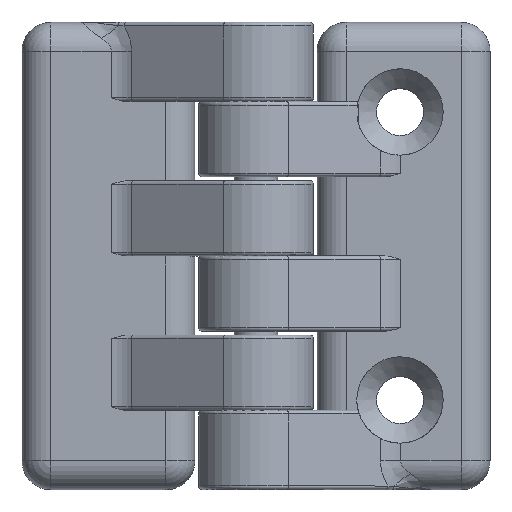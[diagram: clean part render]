
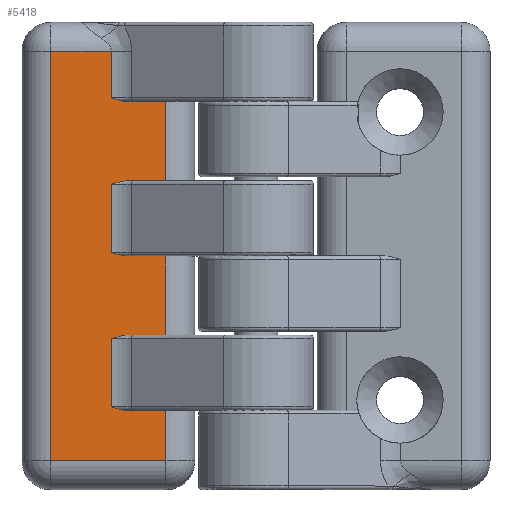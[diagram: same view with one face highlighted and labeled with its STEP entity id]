
A CAD part, top view. The second image highlights one B-rep face of the part: STEP entity #5418.
In plain terms, the highlighted planar face has unit normal (0, 0, 1).
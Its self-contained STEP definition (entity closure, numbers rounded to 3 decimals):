
#47=B_SPLINE_CURVE_WITH_KNOTS('',3,(#7486,#7487,#7488,#7489),
 .UNSPECIFIED.,.F.,.F.,(4,4),(0.,0.002),
 .UNSPECIFIED.);
#48=B_SPLINE_CURVE_WITH_KNOTS('',3,(#7498,#7499,#7500,#7501),
 .UNSPECIFIED.,.F.,.F.,(4,4),(0.,0.002),
 .UNSPECIFIED.);
#49=B_SPLINE_CURVE_WITH_KNOTS('',3,(#7505,#7506,#7507,#7508),
 .UNSPECIFIED.,.F.,.F.,(4,4),(0.,0.002),
 .UNSPECIFIED.);
#50=B_SPLINE_CURVE_WITH_KNOTS('',3,(#7524,#7525,#7526,#7527),
 .UNSPECIFIED.,.F.,.F.,(4,4),(0.,0.002),
 .UNSPECIFIED.);
#51=B_SPLINE_CURVE_WITH_KNOTS('',3,(#7531,#7532,#7533,#7534),
 .UNSPECIFIED.,.F.,.F.,(4,4),(0.,0.002),
 .UNSPECIFIED.);
#201=LINE('',#7364,#502);
#206=LINE('',#7396,#507);
#225=LINE('',#7495,#526);
#226=LINE('',#7503,#527);
#227=LINE('',#7509,#528);
#228=LINE('',#7511,#529);
#229=LINE('',#7512,#530);
#230=LINE('',#7514,#531);
#231=LINE('',#7516,#532);
#232=LINE('',#7518,#533);
#233=LINE('',#7520,#534);
#234=LINE('',#7522,#535);
#235=LINE('',#7529,#536);
#236=LINE('',#7535,#537);
#502=VECTOR('',#6130,1000.);
#507=VECTOR('',#6157,1000.);
#526=VECTOR('',#6226,1000.);
#527=VECTOR('',#6227,1000.);
#528=VECTOR('',#6228,1000.);
#529=VECTOR('',#6229,1000.);
#530=VECTOR('',#6230,1000.);
#531=VECTOR('',#6231,1000.);
#532=VECTOR('',#6232,1000.);
#533=VECTOR('',#6233,1000.);
#534=VECTOR('',#6234,1000.);
#535=VECTOR('',#6235,1000.);
#536=VECTOR('',#6236,1000.);
#537=VECTOR('',#6237,1000.);
#805=PLANE('',#5687);
#970=ORIENTED_EDGE('',*,*,#2106,.T.);
#971=ORIENTED_EDGE('',*,*,#2107,.T.);
#972=ORIENTED_EDGE('',*,*,#2108,.T.);
#973=ORIENTED_EDGE('',*,*,#2109,.T.);
#974=ORIENTED_EDGE('',*,*,#2065,.F.);
#975=ORIENTED_EDGE('',*,*,#2110,.T.);
#976=ORIENTED_EDGE('',*,*,#2111,.T.);
#977=ORIENTED_EDGE('',*,*,#2103,.T.);
#978=ORIENTED_EDGE('',*,*,#2112,.T.);
#979=ORIENTED_EDGE('',*,*,#2113,.T.);
#980=ORIENTED_EDGE('',*,*,#2114,.T.);
#981=ORIENTED_EDGE('',*,*,#2115,.T.);
#982=ORIENTED_EDGE('',*,*,#2116,.T.);
#983=ORIENTED_EDGE('',*,*,#2117,.T.);
#984=ORIENTED_EDGE('',*,*,#2118,.T.);
#985=ORIENTED_EDGE('',*,*,#2119,.T.);
#986=ORIENTED_EDGE('',*,*,#2120,.T.);
#987=ORIENTED_EDGE('',*,*,#2051,.F.);
#988=ORIENTED_EDGE('',*,*,#2121,.T.);
#2051=EDGE_CURVE('',#2627,#2628,#201,.T.);
#2065=EDGE_CURVE('',#2639,#2640,#206,.T.);
#2103=EDGE_CURVE('',#2669,#2670,#47,.T.);
#2106=EDGE_CURVE('',#2671,#2672,#225,.T.);
#2107=EDGE_CURVE('',#2672,#2673,#48,.T.);
#2108=EDGE_CURVE('',#2673,#2674,#226,.T.);
#2109=EDGE_CURVE('',#2674,#2640,#49,.F.);
#2110=EDGE_CURVE('',#2639,#2675,#227,.T.);
#2111=EDGE_CURVE('',#2675,#2669,#228,.T.);
#2112=EDGE_CURVE('',#2670,#2676,#229,.T.);
#2113=EDGE_CURVE('',#2676,#2677,#230,.T.);
#2114=EDGE_CURVE('',#2677,#2678,#231,.T.);
#2115=EDGE_CURVE('',#2678,#2679,#232,.T.);
#2116=EDGE_CURVE('',#2679,#2680,#233,.T.);
#2117=EDGE_CURVE('',#2680,#2681,#234,.T.);
#2118=EDGE_CURVE('',#2681,#2682,#50,.T.);
#2119=EDGE_CURVE('',#2682,#2683,#235,.T.);
#2120=EDGE_CURVE('',#2683,#2628,#51,.F.);
#2121=EDGE_CURVE('',#2627,#2671,#236,.T.);
#2627=VERTEX_POINT('',#7363);
#2628=VERTEX_POINT('',#7365);
#2639=VERTEX_POINT('',#7395);
#2640=VERTEX_POINT('',#7397);
#2669=VERTEX_POINT('',#7490);
#2670=VERTEX_POINT('',#7491);
#2671=VERTEX_POINT('',#7496);
#2672=VERTEX_POINT('',#7497);
#2673=VERTEX_POINT('',#7502);
#2674=VERTEX_POINT('',#7504);
#2675=VERTEX_POINT('',#7510);
#2676=VERTEX_POINT('',#7513);
#2677=VERTEX_POINT('',#7515);
#2678=VERTEX_POINT('',#7517);
#2679=VERTEX_POINT('',#7519);
#2680=VERTEX_POINT('',#7521);
#2681=VERTEX_POINT('',#7523);
#2682=VERTEX_POINT('',#7528);
#2683=VERTEX_POINT('',#7530);
#3236=EDGE_LOOP('',(#970,#971,#972,#973,#974,#975,#976,#977,#978,#979,#980,
#981,#982,#983,#984,#985,#986,#987,#988));
#3507=FACE_BOUND('',#3236,.T.);
#5418=ADVANCED_FACE('',(#3507),#805,.T.);
#5687=AXIS2_PLACEMENT_3D('',#7494,#6224,#6225);
#6130=DIRECTION('',(-1.,0.,0.));
#6157=DIRECTION('',(-1.,0.,0.));
#6224=DIRECTION('',(0.,0.,1.));
#6225=DIRECTION('',(1.,0.,0.));
#6226=DIRECTION('',(-1.,0.,0.));
#6227=DIRECTION('',(0.,1.,0.));
#6228=DIRECTION('',(0.,1.,0.));
#6229=DIRECTION('',(-1.,0.,0.));
#6230=DIRECTION('',(0.,1.,0.));
#6231=DIRECTION('',(-1.,0.,0.));
#6232=DIRECTION('',(0.,-1.,0.));
#6233=DIRECTION('',(1.,0.,0.));
#6234=DIRECTION('',(0.,1.,0.));
#6235=DIRECTION('',(-1.,0.,0.));
#6236=DIRECTION('',(0.,1.,0.));
#6237=DIRECTION('',(0.,1.,0.));
#7363=CARTESIAN_POINT('',(8.,-11.,14.));
#7364=CARTESIAN_POINT('',(50.,-11.,14.));
#7365=CARTESIAN_POINT('',(2.68,-11.,14.));
#7395=CARTESIAN_POINT('',(8.,10.45,14.));
#7396=CARTESIAN_POINT('',(50.,10.45,14.));
#7397=CARTESIAN_POINT('',(2.68,10.45,14.));
#7486=CARTESIAN_POINT('',(2.68,21.45,14.));
#7487=CARTESIAN_POINT('',(1.89,21.45,14.));
#7488=CARTESIAN_POINT('',(1.134,21.714,14.));
#7489=CARTESIAN_POINT('',(0.388,21.95,14.));
#7490=CARTESIAN_POINT('',(2.68,21.45,14.));
#7491=CARTESIAN_POINT('',(0.388,21.95,14.));
#7494=CARTESIAN_POINT('',(0.,0.,14.));
#7495=CARTESIAN_POINT('',(50.,0.,14.));
#7496=CARTESIAN_POINT('',(8.,0.,14.));
#7497=CARTESIAN_POINT('',(2.68,0.,14.));
#7498=CARTESIAN_POINT('',(2.68,0.,14.));
#7499=CARTESIAN_POINT('',(1.89,0.,14.));
#7500=CARTESIAN_POINT('',(1.134,0.264,14.));
#7501=CARTESIAN_POINT('',(0.388,0.5,14.));
#7502=CARTESIAN_POINT('',(0.388,0.5,14.));
#7503=CARTESIAN_POINT('',(0.388,0.,14.));
#7504=CARTESIAN_POINT('',(0.388,9.95,14.));
#7505=CARTESIAN_POINT('',(2.68,10.45,14.));
#7506=CARTESIAN_POINT('',(1.89,10.45,14.));
#7507=CARTESIAN_POINT('',(1.134,10.186,14.));
#7508=CARTESIAN_POINT('',(0.388,9.95,14.));
#7509=CARTESIAN_POINT('',(8.,21.45,14.));
#7510=CARTESIAN_POINT('',(8.,21.45,14.));
#7511=CARTESIAN_POINT('',(50.,21.45,14.));
#7512=CARTESIAN_POINT('',(0.388,0.,14.));
#7513=CARTESIAN_POINT('',(0.388,28.45,14.));
#7514=CARTESIAN_POINT('',(-12.,28.45,14.));
#7515=CARTESIAN_POINT('',(-8.,28.45,14.));
#7516=CARTESIAN_POINT('',(-8.,-32.45,14.));
#7517=CARTESIAN_POINT('',(-8.,-28.45,14.));
#7518=CARTESIAN_POINT('',(12.,-28.45,14.));
#7519=CARTESIAN_POINT('',(8.,-28.45,14.));
#7520=CARTESIAN_POINT('',(8.,-21.45,14.));
#7521=CARTESIAN_POINT('',(8.,-21.45,14.));
#7522=CARTESIAN_POINT('',(50.,-21.45,14.));
#7523=CARTESIAN_POINT('',(2.68,-21.45,14.));
#7524=CARTESIAN_POINT('',(2.68,-21.45,14.));
#7525=CARTESIAN_POINT('',(1.89,-21.45,14.));
#7526=CARTESIAN_POINT('',(1.134,-21.186,14.));
#7527=CARTESIAN_POINT('',(0.388,-20.95,14.));
#7528=CARTESIAN_POINT('',(0.388,-20.95,14.));
#7529=CARTESIAN_POINT('',(0.388,0.,14.));
#7530=CARTESIAN_POINT('',(0.388,-11.5,14.));
#7531=CARTESIAN_POINT('',(2.68,-11.,14.));
#7532=CARTESIAN_POINT('',(1.89,-11.,14.));
#7533=CARTESIAN_POINT('',(1.134,-11.264,14.));
#7534=CARTESIAN_POINT('',(0.388,-11.5,14.));
#7535=CARTESIAN_POINT('',(8.,0.,14.));
